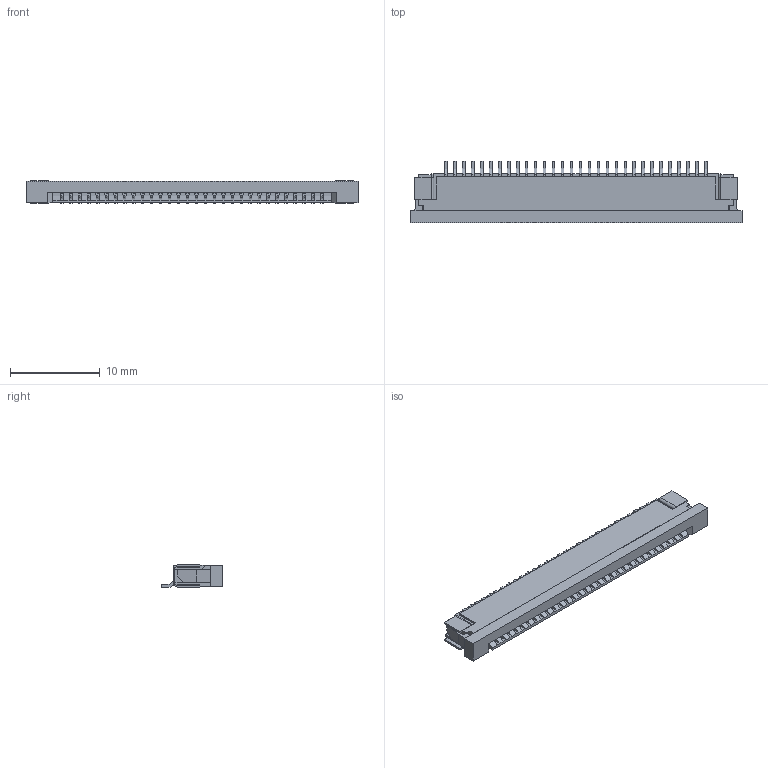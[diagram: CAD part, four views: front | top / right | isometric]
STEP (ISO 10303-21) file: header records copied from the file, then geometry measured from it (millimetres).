
FILE_DESCRIPTION(('STEP AP214'), '1');
FILE_NAME('FFC3B05-08-T', '2018-03-31T19:46:56', ('Nobody'), (''), 'ASCON STEP Converter 1.3', 'ASCON Math Kernel', '');
FILE_SCHEMA(('AUTOMOTIVE_DESIGN { 1 0 10303 214 3 1 1}'));
Length unit declared in the file: millimetre
Assembly tree (33 placements, depth 2):
  (unnamed)
    (unnamed)
    (unnamed)
    (unnamed)  x30
    (unnamed)
Bounding box: 37 x 6.9 x 2.5 mm (x, y, z)
Volume: 398 mm3; surface area: 1770.8 mm2
Topology: 34 solids, 34 shells, 1590 faces, 4552 edges, 3064 vertices
Faces by surface type: plane 1342, cylinder 248
Entity records: 25262 total; most frequent: CARTESIAN_POINT 3454, ORIENTED_EDGE 3280, DIRECTION 3076, LINE 1736, VECTOR 1736, EDGE_CURVE 1640, VERTEX_POINT 1048, AXIS2_PLACEMENT_3D 670
